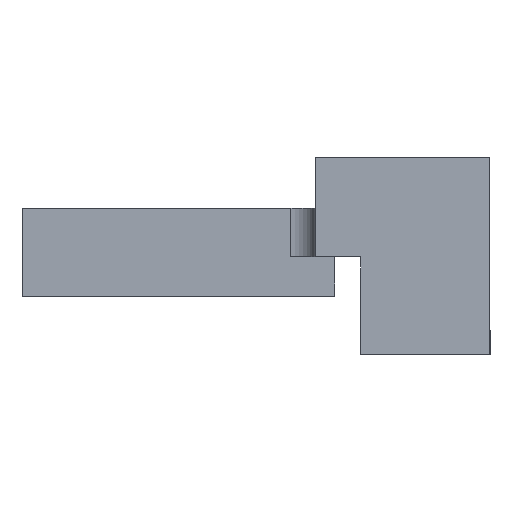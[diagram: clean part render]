
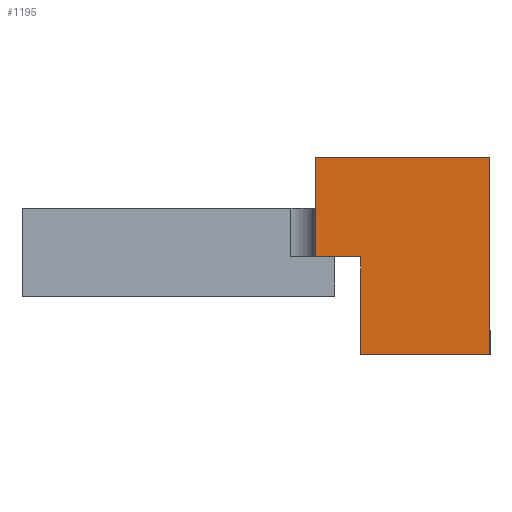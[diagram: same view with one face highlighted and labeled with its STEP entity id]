
A CAD part, left-side view. The second image highlights one B-rep face of the part: STEP entity #1195.
In plain terms, the highlighted planar face has unit normal (-1, 0, 0).
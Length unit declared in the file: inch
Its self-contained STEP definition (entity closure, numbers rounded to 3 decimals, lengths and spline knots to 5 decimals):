
#21=LINE('',#1778,#131);
#37=LINE('',#1828,#147);
#54=LINE('',#1868,#164);
#55=LINE('',#1869,#165);
#56=LINE('',#1871,#166);
#57=LINE('',#1872,#167);
#131=VECTOR('',#1412,0.3937);
#147=VECTOR('',#1450,0.3937);
#164=VECTOR('',#1481,0.3937);
#165=VECTOR('',#1482,0.3937);
#166=VECTOR('',#1483,0.3937);
#167=VECTOR('',#1484,0.3937);
#243=PLANE('',#1287);
#325=FACE_OUTER_BOUND('',#401,.T.);
#401=EDGE_LOOP('',(#885,#886,#887,#888,#889,#890));
#555=VERTEX_POINT('',#1775);
#556=VERTEX_POINT('',#1777);
#576=VERTEX_POINT('',#1821);
#579=VERTEX_POINT('',#1826);
#595=VERTEX_POINT('',#1867);
#596=VERTEX_POINT('',#1870);
#673=EDGE_CURVE('',#555,#556,#21,.T.);
#697=EDGE_CURVE('',#579,#576,#37,.T.);
#715=EDGE_CURVE('',#595,#579,#54,.T.);
#716=EDGE_CURVE('',#595,#556,#55,.T.);
#717=EDGE_CURVE('',#596,#555,#56,.T.);
#718=EDGE_CURVE('',#596,#576,#57,.T.);
#885=ORIENTED_EDGE('',*,*,#697,.F.);
#886=ORIENTED_EDGE('',*,*,#715,.F.);
#887=ORIENTED_EDGE('',*,*,#716,.T.);
#888=ORIENTED_EDGE('',*,*,#673,.F.);
#889=ORIENTED_EDGE('',*,*,#717,.F.);
#890=ORIENTED_EDGE('',*,*,#718,.T.);
#1195=ADVANCED_FACE('',(#325),#243,.T.);
#1287=AXIS2_PLACEMENT_3D('',#1866,#1479,#1480);
#1412=DIRECTION('',(0.,-1.,0.));
#1450=DIRECTION('',(0.,0.,1.));
#1479=DIRECTION('center_axis',(-1.,0.,0.));
#1480=DIRECTION('ref_axis',(0.,-1.,0.));
#1481=DIRECTION('',(0.,1.,0.));
#1482=DIRECTION('',(0.,0.,1.));
#1483=DIRECTION('',(0.,0.,1.));
#1484=DIRECTION('',(0.,-1.,0.));
#1775=CARTESIAN_POINT('',(-2.33,0.5625,0.38437));
#1777=CARTESIAN_POINT('',(-2.33,-0.33,0.38437));
#1778=CARTESIAN_POINT('',(-2.33,0.5625,0.38437));
#1821=CARTESIAN_POINT('',(-2.33,0.33,-0.125));
#1826=CARTESIAN_POINT('',(-2.33,0.33,-0.625));
#1828=CARTESIAN_POINT('',(-2.33,0.33,-0.625));
#1866=CARTESIAN_POINT('Origin',(-2.33,0.33,-0.625));
#1867=CARTESIAN_POINT('',(-2.33,-0.33,-0.625));
#1868=CARTESIAN_POINT('',(-2.33,-0.33,-0.625));
#1869=CARTESIAN_POINT('',(-2.33,-0.33,-0.625));
#1870=CARTESIAN_POINT('',(-2.33,0.5625,-0.125));
#1871=CARTESIAN_POINT('',(-2.33,0.5625,0.375));
#1872=CARTESIAN_POINT('',(-2.33,0.5625,-0.125));
